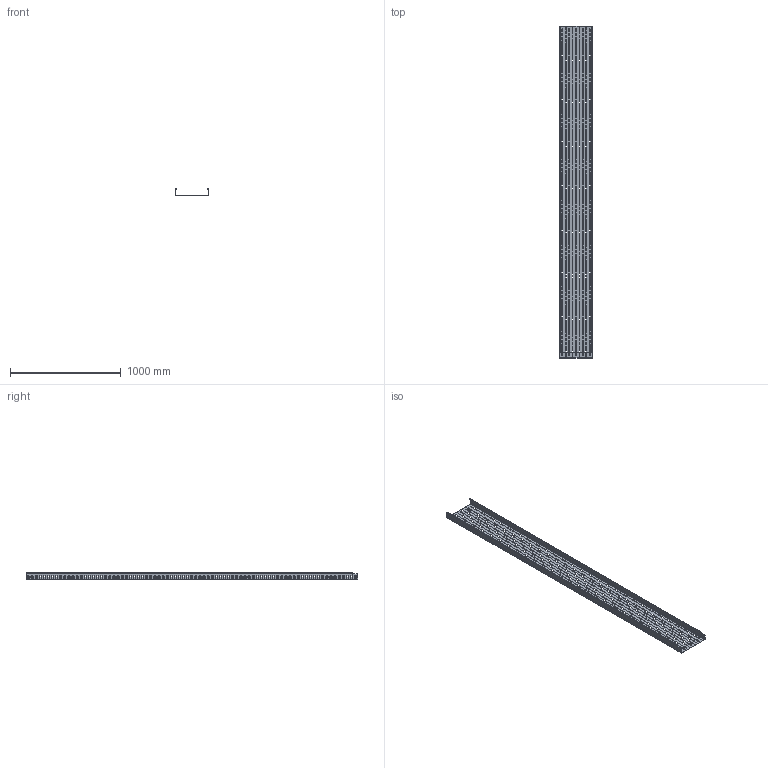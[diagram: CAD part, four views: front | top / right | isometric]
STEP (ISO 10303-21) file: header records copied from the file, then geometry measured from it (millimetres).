
FILE_DESCRIPTION(/* description */ (''),/* implementation_level */ '2;1');
FILE_NAME(/* name */ 'KCD_KCOD300H60_3.stp',/* time_stamp */ '2020-03-24T09:10:15+01:00',/* author */ ('stanislaw.luczak'),/* organization */ (''),/* preprocessor_version */ 'ST-DEVELOPER v18',/* originating_system */ 'Autodesk Inventor 2020',/* authorisation */ '');
FILE_SCHEMA (('AUTOMOTIVE_DESIGN { 1 0 10303 214 3 1 1 }'));
Products named in the file (1): 300H60N_KGJ_3M
Bounding box: 302.4 x 3000 x 61.17 mm (x, y, z)
Volume: 1360920.4 mm3; surface area: 2347269.8 mm2
Topology: 1 solids, 1 shells, 4359 faces, 13109 edges, 8726 vertices
Faces by surface type: cylinder 2185, plane 2166, torus 4, bspline 4
Entity records: 152966 total; most frequent: CARTESIAN_POINT 26623, ORIENTED_EDGE 26218, DIRECTION 26143, EDGE_CURVE 13109, VERTEX_POINT 8726, AXIS2_PLACEMENT_3D 8722, LINE 8699, VECTOR 8699
